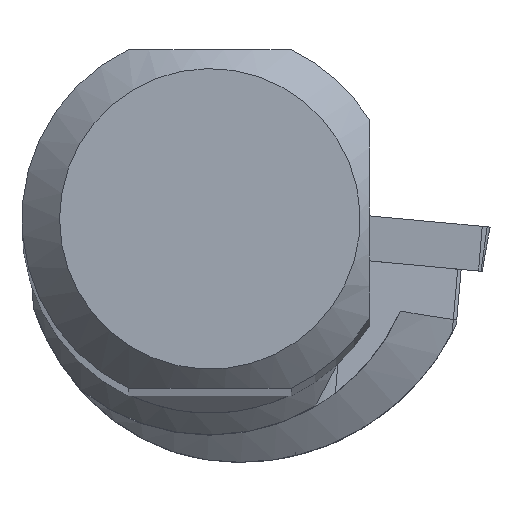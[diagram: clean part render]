
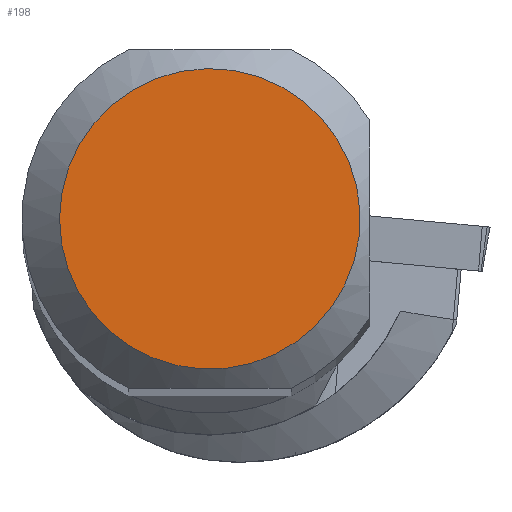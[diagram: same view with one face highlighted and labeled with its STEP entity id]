
A CAD part, top view. The second image highlights one B-rep face of the part: STEP entity #198.
In plain terms, the highlighted planar face has unit normal (0, 0, 1).
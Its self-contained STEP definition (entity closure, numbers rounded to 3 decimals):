
#154=FACE_OUTER_BOUND('',#395,.T.);
#198=ADVANCED_FACE('CU_SU_BP3',(#154),#228,.T.);
#228=PLANE('',#1041);
#395=EDGE_LOOP('',(#571));
#571=ORIENTED_EDGE('',*,*,#832,.F.);
#728=VERTEX_POINT('',#1724);
#832=EDGE_CURVE('',#728,#728,#879,.T.);
#879=CIRCLE('',#1040,7.991);
#1040=AXIS2_PLACEMENT_3D('',#1723,#1256,#1257);
#1041=AXIS2_PLACEMENT_3D('',#1725,#1258,#1259);
#1256=DIRECTION('',(0.,0.,-1.));
#1257=DIRECTION('',(-1.,0.,0.));
#1258=DIRECTION('',(0.,0.,1.));
#1259=DIRECTION('',(-1.,0.,0.));
#1723=CARTESIAN_POINT('',(0.,0.,0.));
#1724=CARTESIAN_POINT('',(-7.991,0.,0.));
#1725=CARTESIAN_POINT('',(0.,0.,
0.));
